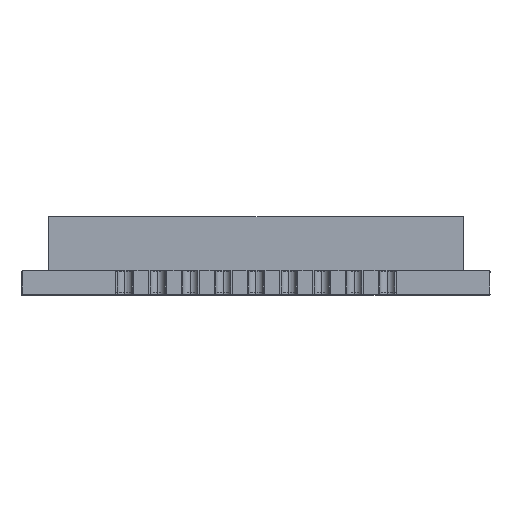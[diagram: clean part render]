
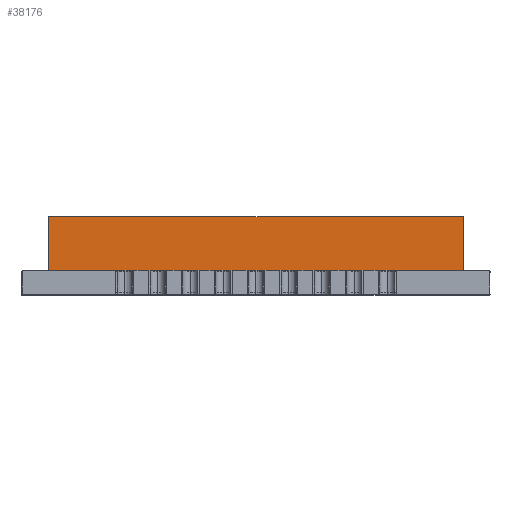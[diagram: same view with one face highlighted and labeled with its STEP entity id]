
A CAD part, top view. The second image highlights one B-rep face of the part: STEP entity #38176.
In plain terms, the highlighted planar face has unit normal (0, 0, 1).
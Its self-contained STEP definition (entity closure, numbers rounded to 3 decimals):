
#1205 = DIRECTION ( 'NONE',  ( 0., 0., -1. ) ) ;
#2431 = ORIENTED_EDGE ( 'NONE', *, *, #6673, .F. ) ;
#4260 = VECTOR ( 'NONE', #33758, 1000. ) ;
#5414 = CARTESIAN_POINT ( 'NONE',  ( -6.95, 2.6, 7.9 ) ) ;
#6607 = EDGE_CURVE ( 'NONE', #24082, #8620, #18604, .T. ) ;
#6673 = EDGE_CURVE ( 'NONE', #9455, #27934, #36620, .T. ) ;
#8406 = CARTESIAN_POINT ( 'NONE',  ( 0., 2.6, 7.9 ) ) ;
#8620 = VERTEX_POINT ( 'NONE', #38001 ) ;
#9455 = VERTEX_POINT ( 'NONE', #21336 ) ;
#11090 = DIRECTION ( 'NONE',  ( 0., -1., 0. ) ) ;
#11674 = DIRECTION ( 'NONE',  ( -1., 0., 0. ) ) ;
#12205 = ORIENTED_EDGE ( 'NONE', *, *, #23147, .T. ) ;
#12316 = DIRECTION ( 'NONE',  ( 0., -1., 0. ) ) ;
#15501 = CARTESIAN_POINT ( 'NONE',  ( -6.95, 0.8, 7.9 ) ) ;
#15732 = CARTESIAN_POINT ( 'NONE',  ( 0., 0.8, 7.9 ) ) ;
#16714 = ORIENTED_EDGE ( 'NONE', *, *, #6607, .T. ) ;
#18604 = LINE ( 'NONE', #15732, #35278 ) ;
#19063 = DIRECTION ( 'NONE',  ( 1., 0., 0. ) ) ;
#19435 = VECTOR ( 'NONE', #12316, 1000. ) ;
#21336 = CARTESIAN_POINT ( 'NONE',  ( -6.95, 2.6, 7.9 ) ) ;
#22136 = CARTESIAN_POINT ( 'NONE',  ( 6.95, 2.6, 7.9 ) ) ;
#23147 = EDGE_CURVE ( 'NONE', #9455, #24082, #34347, .T. ) ;
#24082 = VERTEX_POINT ( 'NONE', #15501 ) ;
#27314 = EDGE_CURVE ( 'NONE', #27934, #8620, #31714, .T. ) ;
#27934 = VERTEX_POINT ( 'NONE', #22136 ) ;
#29699 = FACE_OUTER_BOUND ( 'NONE', #46885, .T. ) ;
#30626 = CARTESIAN_POINT ( 'NONE',  ( 0., 2.6, 7.9 ) ) ;
#31714 = LINE ( 'NONE', #35982, #32157 ) ;
#32157 = VECTOR ( 'NONE', #11090, 1000. ) ;
#33758 = DIRECTION ( 'NONE',  ( 1., 0., 0. ) ) ;
#34347 = LINE ( 'NONE', #5414, #19435 ) ;
#35278 = VECTOR ( 'NONE', #19063, 1000. ) ;
#35982 = CARTESIAN_POINT ( 'NONE',  ( 6.95, 2.6, 7.9 ) ) ;
#36190 = AXIS2_PLACEMENT_3D ( 'NONE', #30626, #1205, #11674 ) ;
#36620 = LINE ( 'NONE', #8406, #4260 ) ;
#38001 = CARTESIAN_POINT ( 'NONE',  ( 6.95, 0.8, 7.9 ) ) ;
#38176 = ADVANCED_FACE ( 'NONE', ( #29699 ), #41544, .F. ) ;
#41544 = PLANE ( 'NONE',  #36190 ) ;
#41851 = ORIENTED_EDGE ( 'NONE', *, *, #27314, .F. ) ;
#46885 = EDGE_LOOP ( 'NONE', ( #16714, #41851, #2431, #12205 ) ) ;
